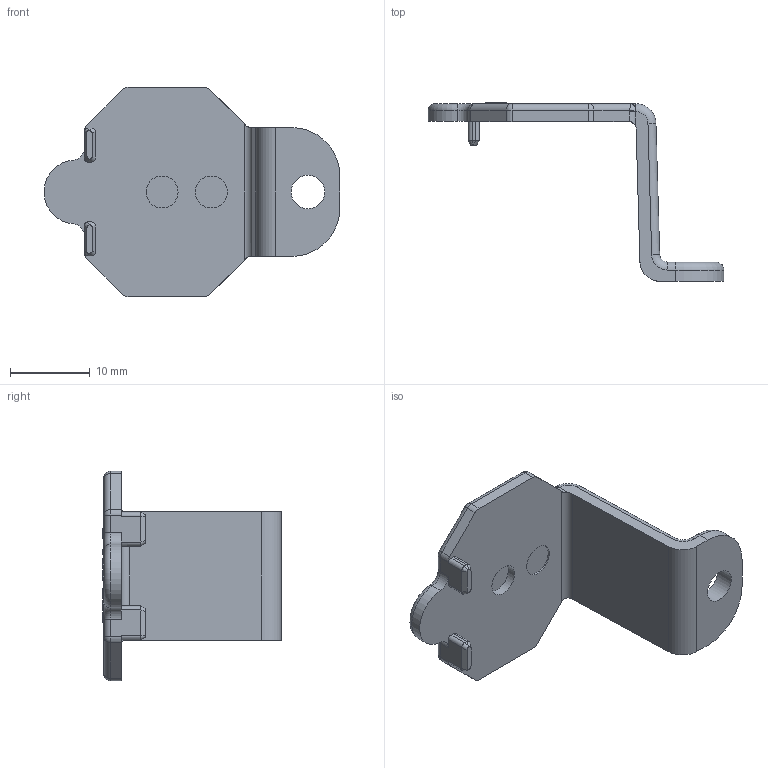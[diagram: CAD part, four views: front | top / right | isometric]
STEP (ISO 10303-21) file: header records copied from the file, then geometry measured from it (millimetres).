
FILE_DESCRIPTION(/* description */ ('Unknown'),/* implementation_level */ '2;1');
FILE_NAME(/* name */ '7427713',/* time_stamp */ '2025-02-06T13:37:01+08:00',/* author */ ('Unknown'),/* organization */ ('Unknown'),/* preprocessor_version */ 'ST-DEVELOPER v19.4',/* originating_system */ 'Solid Edge',/* authorisation */ 'Unknown');
FILE_SCHEMA (('AUTOMOTIVE_DESIGN {1 0 10303 214 3 1 1}'));
Length unit declared in the file: millimetre
Products named in the file (1): 7427713_Rev1_Ind01
Bounding box: 36.98 x 22.35 x 26.2 mm (x, y, z)
Volume: 2219.3 mm3; surface area: 2356.4 mm2
Topology: 1 solids, 1 shells, 278 faces, 724 edges, 469 vertices
Faces by surface type: plane 150, cylinder 57, bspline 54, torus 15, cone 2
Full cylindrical faces by diameter (mm): 4 x2, 4.2 x1
Entity records: 9613 total; most frequent: CARTESIAN_POINT 3245, ORIENTED_EDGE 1436, DIRECTION 1091, EDGE_CURVE 718, VERTEX_POINT 468, LINE 383, VECTOR 383, AXIS2_PLACEMENT_3D 354
